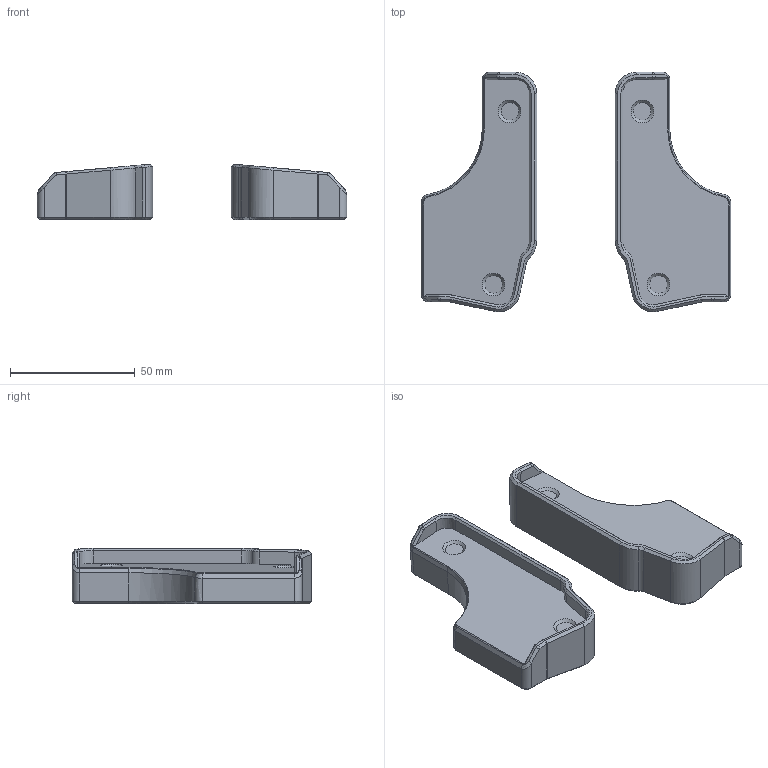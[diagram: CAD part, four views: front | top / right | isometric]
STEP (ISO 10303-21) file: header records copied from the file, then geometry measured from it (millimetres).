
FILE_DESCRIPTION(('HOOPS Exchange Step'),'2;1');
FILE_NAME('temp_export','2025-04-13T19:42:43+09:30',('mobile'),('Shapr3D Limited'),'HOOPS Exchange 2024.8','Shapr3D','Authorized');
FILE_SCHEMA( ('AP242_MANAGED_MODEL_BASED_3D_ENGINEERING_MIM_LF {1 0 10303 442 1 1 4}') );
Length unit declared in the file: millimetre
Products named in the file (1): root
Bounding box: 123.8 x 95.82 x 22.24 mm (x, y, z)
Volume: 94038.1 mm3; surface area: 22749.2 mm2
Topology: 2 solids, 2 shells, 194 faces, 438 edges, 258 vertices
Faces by surface type: plane 92, cone 38, cylinder 36, bspline 28
Full cylindrical faces by diameter (mm): 8.3 x6
Entity records: 6177 total; most frequent: CARTESIAN_POINT 1996, ORIENTED_EDGE 876, DIRECTION 800, EDGE_CURVE 438, VECTOR 272, LINE 272, AXIS2_PLACEMENT_3D 264, VERTEX_POINT 258
